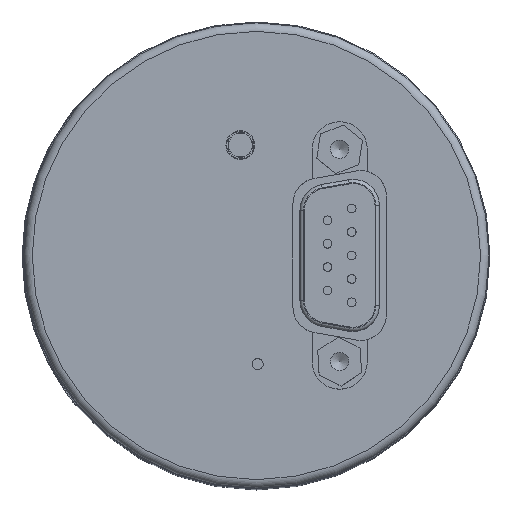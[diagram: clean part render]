
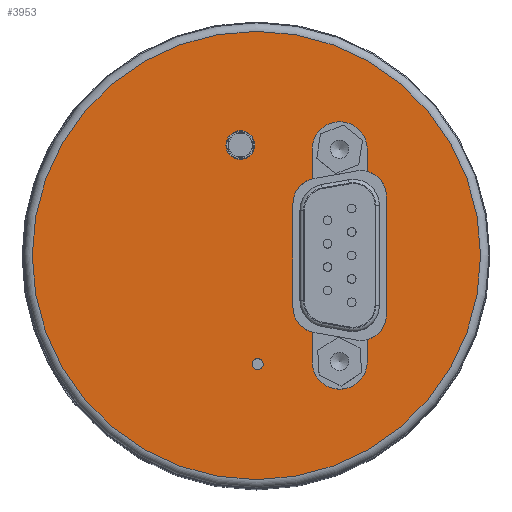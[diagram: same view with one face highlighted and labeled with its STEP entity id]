
A CAD part, top view. The second image highlights one B-rep face of the part: STEP entity #3953.
In plain terms, the highlighted planar face has unit normal (0, 0, 1).
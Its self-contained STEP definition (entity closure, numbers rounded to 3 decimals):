
#138=FACE_BOUND('',#609,.T.);
#139=FACE_BOUND('',#610,.T.);
#140=FACE_BOUND('',#611,.T.);
#201=PLANE('',#4331);
#329=FACE_OUTER_BOUND('',#608,.T.);
#608=EDGE_LOOP('',(#2784));
#609=EDGE_LOOP('',(#2785,#2786,#2787,#2788,#2789,#2790,#2791,#2792,#2793,
#2794,#2795,#2796));
#610=EDGE_LOOP('',(#2797));
#611=EDGE_LOOP('',(#2798));
#835=LINE('',#6098,#1084);
#904=LINE('',#6395,#1153);
#915=LINE('',#6436,#1164);
#918=LINE('',#6440,#1167);
#919=LINE('',#6442,#1168);
#922=LINE('',#6446,#1171);
#1084=VECTOR('',#4837,14.);
#1153=VECTOR('',#5060,12.237);
#1164=VECTOR('',#5103,3.477);
#1167=VECTOR('',#5108,2.595);
#1168=VECTOR('',#5111,2.595);
#1171=VECTOR('',#5116,3.477);
#1355=CIRCLE('',#4229,3.);
#1358=CIRCLE('',#4234,3.);
#1386=CIRCLE('',#4306,26.4);
#1388=CIRCLE('',#4311,3.);
#1390=CIRCLE('',#4314,0.65);
#1392=CIRCLE('',#4317,3.);
#1394=CIRCLE('',#4320,3.25);
#1395=CIRCLE('',#4322,3.25);
#1398=CIRCLE('',#4330,1.7);
#1619=VERTEX_POINT('',#6088);
#1620=VERTEX_POINT('',#6090);
#1622=VERTEX_POINT('',#6096);
#1625=VERTEX_POINT('',#6104);
#1691=VERTEX_POINT('',#6388);
#1692=VERTEX_POINT('',#6392);
#1693=VERTEX_POINT('',#6394);
#1695=VERTEX_POINT('',#6402);
#1697=VERTEX_POINT('',#6408);
#1699=VERTEX_POINT('',#6414);
#1701=VERTEX_POINT('',#6419);
#1703=VERTEX_POINT('',#6423);
#1704=VERTEX_POINT('',#6427);
#1706=VERTEX_POINT('',#6430);
#1709=VERTEX_POINT('',#6450);
#1960=EDGE_CURVE('',#1620,#1619,#1355,.T.);
#1964=EDGE_CURVE('',#1619,#1622,#835,.T.);
#1968=EDGE_CURVE('',#1622,#1625,#1358,.T.);
#2069=EDGE_CURVE('',#1691,#1691,#1386,.T.);
#2072=EDGE_CURVE('',#1693,#1692,#904,.T.);
#2076=EDGE_CURVE('',#1695,#1693,#1388,.T.);
#2079=EDGE_CURVE('',#1697,#1697,#1390,.T.);
#2083=EDGE_CURVE('',#1692,#1699,#1392,.T.);
#2087=EDGE_CURVE('',#1701,#1703,#1394,.T.);
#2089=EDGE_CURVE('',#1706,#1704,#1395,.T.);
#2092=EDGE_CURVE('',#1703,#1695,#915,.T.);
#2095=EDGE_CURVE('',#1625,#1701,#918,.T.);
#2096=EDGE_CURVE('',#1704,#1620,#919,.T.);
#2099=EDGE_CURVE('',#1699,#1706,#922,.T.);
#2102=EDGE_CURVE('',#1709,#1709,#1398,.T.);
#2784=ORIENTED_EDGE('',*,*,#2069,.F.);
#2785=ORIENTED_EDGE('',*,*,#2095,.T.);
#2786=ORIENTED_EDGE('',*,*,#2087,.T.);
#2787=ORIENTED_EDGE('',*,*,#2092,.T.);
#2788=ORIENTED_EDGE('',*,*,#2076,.T.);
#2789=ORIENTED_EDGE('',*,*,#2072,.T.);
#2790=ORIENTED_EDGE('',*,*,#2083,.T.);
#2791=ORIENTED_EDGE('',*,*,#2099,.T.);
#2792=ORIENTED_EDGE('',*,*,#2089,.T.);
#2793=ORIENTED_EDGE('',*,*,#2096,.T.);
#2794=ORIENTED_EDGE('',*,*,#1960,.T.);
#2795=ORIENTED_EDGE('',*,*,#1964,.T.);
#2796=ORIENTED_EDGE('',*,*,#1968,.T.);
#2797=ORIENTED_EDGE('',*,*,#2102,.T.);
#2798=ORIENTED_EDGE('',*,*,#2079,.T.);
#3953=ADVANCED_FACE('',(#329,#138,#139,#140),#201,.T.);
#4229=AXIS2_PLACEMENT_3D('',#6091,#4829,#4830);
#4234=AXIS2_PLACEMENT_3D('',#6106,#4844,#4845);
#4306=AXIS2_PLACEMENT_3D('',#6389,#5053,#5054);
#4311=AXIS2_PLACEMENT_3D('',#6403,#5068,#5069);
#4314=AXIS2_PLACEMENT_3D('',#6409,#5075,#5076);
#4317=AXIS2_PLACEMENT_3D('',#6416,#5083,#5084);
#4320=AXIS2_PLACEMENT_3D('',#6425,#5091,#5092);
#4322=AXIS2_PLACEMENT_3D('',#6431,#5096,#5097);
#4330=AXIS2_PLACEMENT_3D('',#6452,#5122,#5123);
#4331=AXIS2_PLACEMENT_3D('',#6453,#5124,#5125);
#4829=DIRECTION('center_axis',(0.,0.,
-1.));
#4830=DIRECTION('ref_axis',(1.,0.,0.));
#4837=DIRECTION('',(0.,-1.,0.));
#4844=DIRECTION('center_axis',(0.,0.,
-1.));
#4845=DIRECTION('ref_axis',(-0.174,-0.985,0.));
#5053=DIRECTION('center_axis',(0.,0.,
-1.));
#5054=DIRECTION('ref_axis',(0.,-1.,0.));
#5060=DIRECTION('',(0.,1.,0.));
#5068=DIRECTION('center_axis',(0.,0.,
-1.));
#5069=DIRECTION('ref_axis',(-1.,0.,0.));
#5075=DIRECTION('center_axis',(0.,0.,
-1.));
#5076=DIRECTION('ref_axis',(0.,1.,0.));
#5083=DIRECTION('center_axis',(0.,0.,
-1.));
#5084=DIRECTION('ref_axis',(-0.174,0.985,0.));
#5091=DIRECTION('center_axis',(0.,0.,
-1.));
#5092=DIRECTION('ref_axis',(0.,1.,0.));
#5096=DIRECTION('center_axis',(0.,0.,
-1.));
#5097=DIRECTION('ref_axis',(0.,1.,0.));
#5103=DIRECTION('',(0.,1.,0.));
#5108=DIRECTION('',(0.,-1.,0.));
#5111=DIRECTION('',(0.,-1.,0.));
#5116=DIRECTION('',(0.,1.,0.));
#5122=DIRECTION('center_axis',(0.,0.,
-1.));
#5123=DIRECTION('ref_axis',(0.,-1.,0.));
#5124=DIRECTION('center_axis',(0.,0.,
1.));
#5125=DIRECTION('ref_axis',(-1.,0.,0.));
#6088=CARTESIAN_POINT('',(15.3,7.,98.7));
#6090=CARTESIAN_POINT('',(13.05,9.905,98.7));
#6091=CARTESIAN_POINT('Origin',(12.3,7.,98.7));
#6096=CARTESIAN_POINT('',(15.3,-7.,98.7));
#6098=CARTESIAN_POINT('',(15.3,10.35,98.7));
#6104=CARTESIAN_POINT('',(13.05,-9.905,98.7));
#6106=CARTESIAN_POINT('Origin',(12.3,-7.,98.7));
#6388=CARTESIAN_POINT('',(26.4,0.,98.7));
#6389=CARTESIAN_POINT('Origin',(0.,0.,
98.7));
#6392=CARTESIAN_POINT('',(4.3,6.118,98.7));
#6394=CARTESIAN_POINT('',(4.3,-6.118,98.7));
#6395=CARTESIAN_POINT('',(4.3,3.791,98.7));
#6402=CARTESIAN_POINT('',(6.55,-9.023,98.7));
#6403=CARTESIAN_POINT('Origin',(7.3,-6.118,98.7));
#6408=CARTESIAN_POINT('',(0.15,-13.45,98.7));
#6409=CARTESIAN_POINT('Origin',(0.15,-12.8,98.7));
#6414=CARTESIAN_POINT('',(6.55,9.023,98.7));
#6416=CARTESIAN_POINT('Origin',(7.3,6.118,98.7));
#6419=CARTESIAN_POINT('',(13.05,-12.5,98.7));
#6423=CARTESIAN_POINT('',(6.55,-12.5,98.7));
#6425=CARTESIAN_POINT('Origin',(9.8,-12.5,98.7));
#6427=CARTESIAN_POINT('',(13.05,12.5,98.7));
#6430=CARTESIAN_POINT('',(6.55,12.5,98.7));
#6431=CARTESIAN_POINT('Origin',(9.8,12.5,98.7));
#6436=CARTESIAN_POINT('',(6.55,0.6,98.7));
#6440=CARTESIAN_POINT('',(13.05,13.1,98.7));
#6442=CARTESIAN_POINT('',(13.05,13.1,98.7));
#6446=CARTESIAN_POINT('',(6.55,0.6,98.7));
#6450=CARTESIAN_POINT('',(-1.895,14.7,98.7));
#6452=CARTESIAN_POINT('Origin',(-1.895,13.,98.7));
#6453=CARTESIAN_POINT('Origin',(0.,13.7,98.7));
